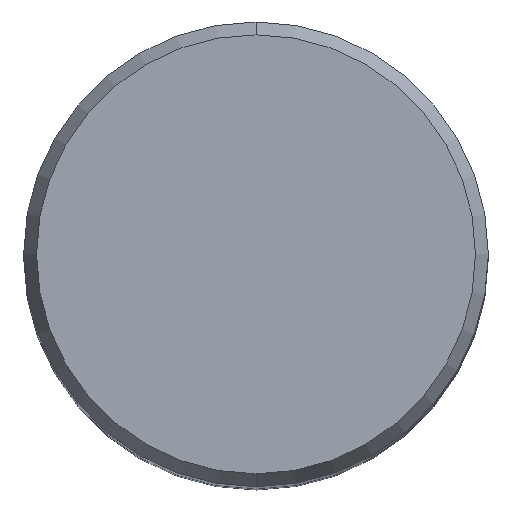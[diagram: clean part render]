
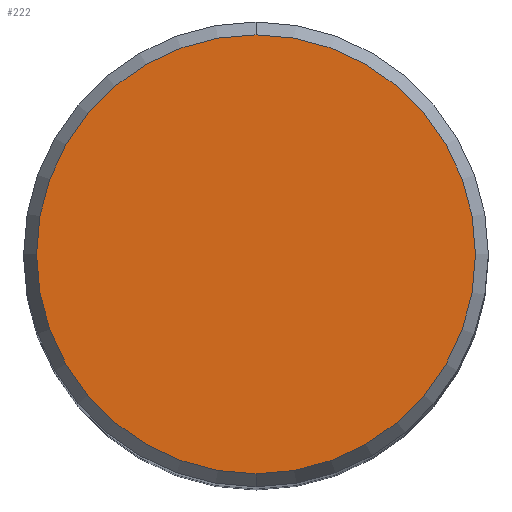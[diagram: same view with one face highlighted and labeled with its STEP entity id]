
A CAD part, top view. The second image highlights one B-rep face of the part: STEP entity #222.
In plain terms, the highlighted planar face has unit normal (0, 0, 1).
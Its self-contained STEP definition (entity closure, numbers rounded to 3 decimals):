
#172=VERTEX_POINT('',#422);
#192=EDGE_CURVE('',#332,#172,#445,.T.);
#222=ADVANCED_FACE('',(#480),#481,.T.);
#326=EDGE_CURVE('',#172,#332,#593,.T.);
#332=VERTEX_POINT('',#599);
#422=CARTESIAN_POINT('',(0.0,11.807,0.0));
#445=CIRCLE('',#789,11.807);
#480=FACE_OUTER_BOUND('',#897,.T.);
#481=PLANE('',#898);
#593=CIRCLE('',#1187,11.807);
#599=CARTESIAN_POINT('',(0.,-11.807,0.0));
#789=AXIS2_PLACEMENT_3D('',#1408,#1409,#1410);
#897=EDGE_LOOP('',(#1468,#1469));
#898=AXIS2_PLACEMENT_3D('',#1470,#1471,#1472);
#1187=AXIS2_PLACEMENT_3D('',#1570,#1571,#1572);
#1408=CARTESIAN_POINT('',(0.0,0.0,0.0));
#1409=DIRECTION('',(0.0,0.0,-1.0));
#1410=DIRECTION('',(0.0,1.0,0.0));
#1468=ORIENTED_EDGE('',*,*,#326,.F.);
#1469=ORIENTED_EDGE('',*,*,#192,.F.);
#1470=CARTESIAN_POINT('',(0.0,5.904,0.0));
#1471=DIRECTION('',(-0.0,0.0,1.0));
#1472=DIRECTION('',(0.0,-1.0,0.0));
#1570=CARTESIAN_POINT('',(0.0,0.0,0.0));
#1571=DIRECTION('',(0.0,0.0,-1.0));
#1572=DIRECTION('',(0.0,1.0,0.0));
